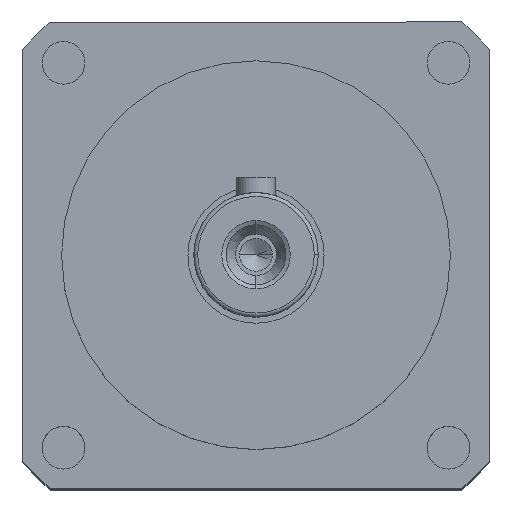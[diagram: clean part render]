
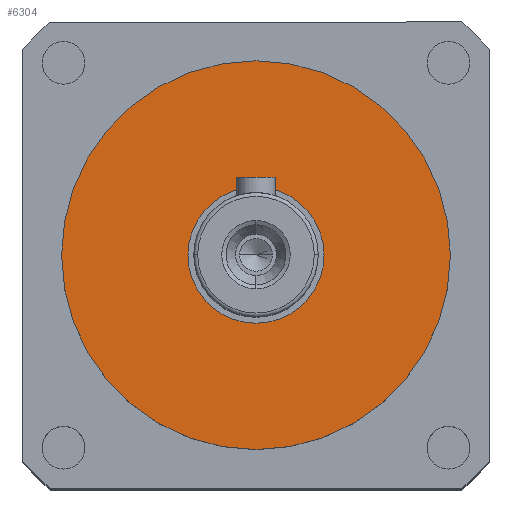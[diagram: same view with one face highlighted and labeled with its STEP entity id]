
A CAD part, top view. The second image highlights one B-rep face of the part: STEP entity #6304.
In plain terms, the highlighted planar face has unit normal (0, 0, 1).
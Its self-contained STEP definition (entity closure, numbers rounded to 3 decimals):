
#3 = CARTESIAN_POINT ( 'NONE',  ( -25., 0., 76.5 ) ) ;
#451 = EDGE_CURVE ( 'NONE', #8473, #614, #8392, .T. ) ;
#614 = VERTEX_POINT ( 'NONE', #3 ) ;
#666 = DIRECTION ( 'NONE',  ( 1., 0., 0. ) ) ;
#798 = DIRECTION ( 'NONE',  ( 1., 0., 0. ) ) ;
#973 = CIRCLE ( 'NONE', #4995, 25. ) ;
#2306 = FACE_OUTER_BOUND ( 'NONE', #7397, .T. ) ;
#3136 = AXIS2_PLACEMENT_3D ( 'NONE', #9305, #9080, #9059 ) ;
#3581 = EDGE_CURVE ( 'NONE', #614, #8473, #973, .T. ) ;
#4824 = CARTESIAN_POINT ( 'NONE',  ( 0., 0., 76.5 ) ) ;
#4995 = AXIS2_PLACEMENT_3D ( 'NONE', #10211, #5479, #666 ) ;
#5479 = DIRECTION ( 'NONE',  ( 0., 0., 1. ) ) ;
#5607 = DIRECTION ( 'NONE',  ( 0., 0., 1. ) ) ;
#6278 = ORIENTED_EDGE ( 'NONE', *, *, #3581, .T. ) ;
#6304 = ADVANCED_FACE ( 'NONE', ( #2306 ), #9531, .T. ) ;
#7397 = EDGE_LOOP ( 'NONE', ( #6278, #8701 ) ) ;
#8392 = CIRCLE ( 'NONE', #3136, 25. ) ;
#8473 = VERTEX_POINT ( 'NONE', #8573 ) ;
#8573 = CARTESIAN_POINT ( 'NONE',  ( 25., 0., 76.5 ) ) ;
#8663 = AXIS2_PLACEMENT_3D ( 'NONE', #4824, #5607, #798 ) ;
#8701 = ORIENTED_EDGE ( 'NONE', *, *, #451, .T. ) ;
#9059 = DIRECTION ( 'NONE',  ( 1., 0., 0. ) ) ;
#9080 = DIRECTION ( 'NONE',  ( 0., 0., 1. ) ) ;
#9305 = CARTESIAN_POINT ( 'NONE',  ( 0., 0., 76.5 ) ) ;
#9531 = PLANE ( 'NONE',  #8663 ) ;
#10211 = CARTESIAN_POINT ( 'NONE',  ( 0., 0., 76.5 ) ) ;
